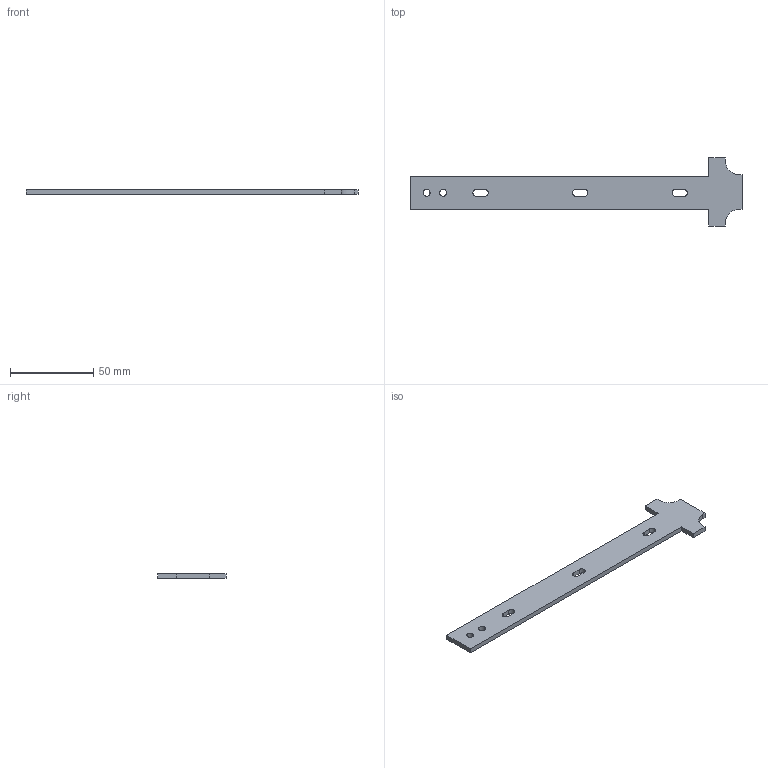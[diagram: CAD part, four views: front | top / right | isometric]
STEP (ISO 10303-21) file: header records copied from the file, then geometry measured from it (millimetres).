
FILE_DESCRIPTION(/* description */ (''),/* implementation_level */ '2;1');
FILE_NAME(/* name */ '基础刀~1',/* time_stamp */ '2025-06-01T21:23:05+08:00',/* author */ (''),/* organization */ (''),/* preprocessor_version */ 'ST-DEVELOPER v16.5',/* originating_system */ '',/* authorisation */ '');
FILE_SCHEMA (('CONFIG_CONTROL_DESIGN'));
Length unit declared in the file: millimetre
Products named in the file (1): Document
Bounding box: 200 x 41 x 3 mm (x, y, z)
Volume: 12345.5 mm3; surface area: 9943.6 mm2
Topology: 1 solids, 1 shells, 32 faces, 90 edges, 60 vertices
Faces by surface type: plane 20, cylinder 12
Entity records: 1086 total; most frequent: CARTESIAN_POINT 398, ORIENTED_EDGE 180, EDGE_CURVE 90, VERTEX_POINT 60, B_SPLINE_CURVE_WITH_KNOTS 54, EDGE_LOOP 42, DIRECTION 36, AXIS2_PLACEMENT_3D 34
